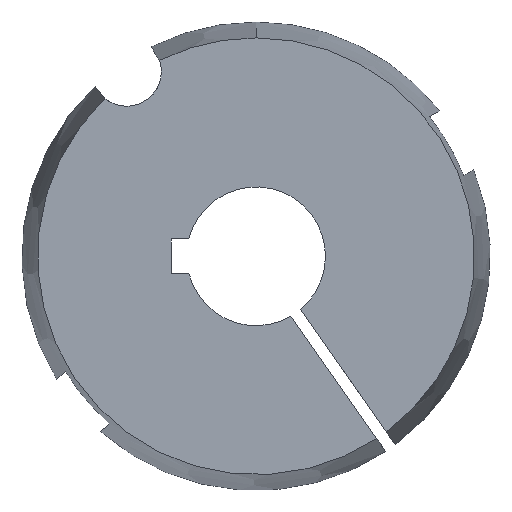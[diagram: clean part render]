
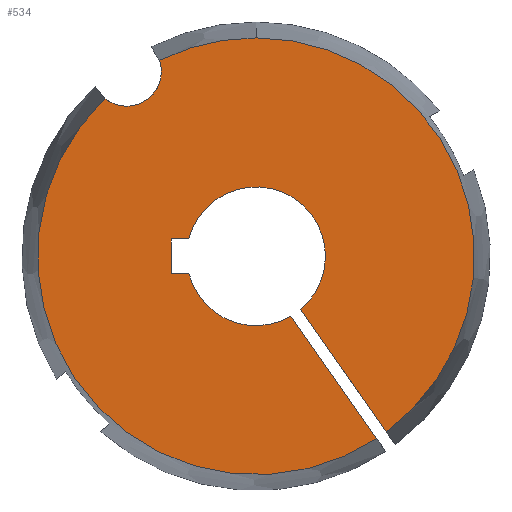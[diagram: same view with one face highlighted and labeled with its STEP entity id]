
A CAD part, left-side view. The second image highlights one B-rep face of the part: STEP entity #534.
In plain terms, the highlighted planar face has unit normal (-1, 0, 0).
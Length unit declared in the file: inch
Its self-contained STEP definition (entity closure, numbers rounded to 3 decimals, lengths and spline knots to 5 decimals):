
#6 = DIRECTION ( 'NONE',  ( 0., 0., -1. ) ) ;
#12 = EDGE_CURVE ( 'NONE', #547, #24, #131, .T. ) ;
#16 = DIRECTION ( 'NONE',  ( 0., 0., -1. ) ) ;
#24 = VERTEX_POINT ( 'NONE', #292 ) ;
#34 = CARTESIAN_POINT ( 'NONE',  ( -1.75, 0.60912, -0.125 ) ) ;
#60 = DIRECTION ( 'NONE',  ( 0., -1., 0. ) ) ;
#62 = AXIS2_PLACEMENT_3D ( 'NONE', #313, #770, #368 ) ;
#64 = DIRECTION ( 'NONE',  ( 1., 0., 0. ) ) ;
#72 = CARTESIAN_POINT ( 'NONE',  ( -1.75, 0., 0. ) ) ;
#75 = AXIS2_PLACEMENT_3D ( 'NONE', #776, #64, #509 ) ;
#77 = ORIENTED_EDGE ( 'NONE', *, *, #508, .F. ) ;
#101 = AXIS2_PLACEMENT_3D ( 'NONE', #775, #370, #6 ) ;
#105 = LINE ( 'NONE', #333, #154 ) ;
#108 = VERTEX_POINT ( 'NONE', #466 ) ;
#111 = EDGE_CURVE ( 'NONE', #569, #788, #545, .T. ) ;
#131 = CIRCLE ( 'NONE', #829, 1.57369 ) ;
#136 = DIRECTION ( 'NONE',  ( 0., 0., -1. ) ) ;
#154 = VECTOR ( 'NONE', #653, 39.37008 ) ;
#161 = VERTEX_POINT ( 'NONE', #696 ) ;
#166 = DIRECTION ( 'NONE',  ( 0., -1., 0. ) ) ;
#173 = DIRECTION ( 'NONE',  ( 0., 0., -1. ) ) ;
#178 = CARTESIAN_POINT ( 'NONE',  ( -1.75, 0., 0. ) ) ;
#181 = VERTEX_POINT ( 'NONE', #344 ) ;
#191 = ORIENTED_EDGE ( 'NONE', *, *, #371, .T. ) ;
#193 = CARTESIAN_POINT ( 'NONE',  ( -1.75, 0., 1.57369 ) ) ;
#205 = CARTESIAN_POINT ( 'NONE',  ( -1.75, 0.48412, 0.125 ) ) ;
#212 = DIRECTION ( 'NONE',  ( 0., 0.574, 0.819 ) ) ;
#239 = DIRECTION ( 'NONE',  ( 0., 0., -1. ) ) ;
#279 = VECTOR ( 'NONE', #60, 39.37008 ) ;
#281 = DIRECTION ( 'NONE',  ( 1., 0., 0. ) ) ;
#284 = VERTEX_POINT ( 'NONE', #501 ) ;
#290 = ORIENTED_EDGE ( 'NONE', *, *, #294, .T. ) ;
#291 = AXIS2_PLACEMENT_3D ( 'NONE', #796, #390, #16 ) ;
#292 = CARTESIAN_POINT ( 'NONE',  ( -1.75, 0.69541, 1.41171 ) ) ;
#294 = EDGE_CURVE ( 'NONE', #108, #331, #823, .T. ) ;
#305 = CIRCLE ( 'NONE', #794, 1.57369 ) ;
#313 = CARTESIAN_POINT ( 'NONE',  ( -1.75, 0.93206, 1.33112 ) ) ;
#316 = VECTOR ( 'NONE', #166, 39.37008 ) ;
#324 = CARTESIAN_POINT ( 'NONE',  ( -1.75, 0., 0. ) ) ;
#331 = VERTEX_POINT ( 'NONE', #205 ) ;
#333 = CARTESIAN_POINT ( 'NONE',  ( -1.75, 0.03602, 0.125 ) ) ;
#339 = CARTESIAN_POINT ( 'NONE',  ( -1.75, -0.86775, -1.31283 ) ) ;
#344 = CARTESIAN_POINT ( 'NONE',  ( -1.75, -0.32032, -0.38392 ) ) ;
#346 = CIRCLE ( 'NONE', #382, 0.5 ) ;
#351 = EDGE_CURVE ( 'NONE', #108, #512, #413, .T. ) ;
#368 = DIRECTION ( 'NONE',  ( 0., 0., -1. ) ) ;
#369 = CARTESIAN_POINT ( 'NONE',  ( -1.75, 0.48412, 0.125 ) ) ;
#370 = DIRECTION ( 'NONE',  ( -1., 0., 0. ) ) ;
#371 = EDGE_CURVE ( 'NONE', #331, #181, #346, .T. ) ;
#376 = DIRECTION ( 'NONE',  ( 0., 0., -1. ) ) ;
#381 = CARTESIAN_POINT ( 'NONE',  ( -1.75, 0.48412, -0.125 ) ) ;
#382 = AXIS2_PLACEMENT_3D ( 'NONE', #178, #617, #239 ) ;
#390 = DIRECTION ( 'NONE',  ( 1., 0., 0. ) ) ;
#395 = ORIENTED_EDGE ( 'NONE', *, *, #799, .T. ) ;
#403 = VECTOR ( 'NONE', #173, 39.37008 ) ;
#404 = AXIS2_PLACEMENT_3D ( 'NONE', #664, #281, #734 ) ;
#407 = ORIENTED_EDGE ( 'NONE', *, *, #580, .T. ) ;
#413 = LINE ( 'NONE', #612, #403 ) ;
#434 = LINE ( 'NONE', #34, #316 ) ;
#443 = PLANE ( 'NONE',  #75 ) ;
#455 = EDGE_LOOP ( 'NONE', ( #407, #760, #395, #527, #588, #498, #648, #77, #578, #290, #191, #639 ) ) ;
#466 = CARTESIAN_POINT ( 'NONE',  ( -1.75, 0.60912, 0.125 ) ) ;
#489 = FACE_OUTER_BOUND ( 'NONE', #455, .T. ) ;
#498 = ORIENTED_EDGE ( 'NONE', *, *, #747, .T. ) ;
#500 = CARTESIAN_POINT ( 'NONE',  ( -1.75, 1.08873, 1.1363 ) ) ;
#501 = CARTESIAN_POINT ( 'NONE',  ( -1.75, -0.25121, -0.43231 ) ) ;
#503 = CIRCLE ( 'NONE', #291, 0.5 ) ;
#508 = EDGE_CURVE ( 'NONE', #512, #607, #434, .T. ) ;
#509 = DIRECTION ( 'NONE',  ( 0., 0., -1. ) ) ;
#511 = CARTESIAN_POINT ( 'NONE',  ( -1.75, 0.93206, 1.08112 ) ) ;
#512 = VERTEX_POINT ( 'NONE', #811 ) ;
#516 = DIRECTION ( 'NONE',  ( -1., 0., 0. ) ) ;
#524 = CARTESIAN_POINT ( 'NONE',  ( -1.75, -0.93305, -1.40608 ) ) ;
#527 = ORIENTED_EDGE ( 'NONE', *, *, #111, .T. ) ;
#534 = ADVANCED_FACE ( 'NONE', ( #489 ), #443, .F. ) ;
#545 = CIRCLE ( 'NONE', #404, 0.25 ) ;
#547 = VERTEX_POINT ( 'NONE', #193 ) ;
#569 = VERTEX_POINT ( 'NONE', #511 ) ;
#578 = ORIENTED_EDGE ( 'NONE', *, *, #351, .F. ) ;
#580 = EDGE_CURVE ( 'NONE', #161, #547, #305, .T. ) ;
#588 = ORIENTED_EDGE ( 'NONE', *, *, #814, .T. ) ;
#607 = VERTEX_POINT ( 'NONE', #381 ) ;
#610 = EDGE_CURVE ( 'NONE', #284, #607, #503, .T. ) ;
#612 = CARTESIAN_POINT ( 'NONE',  ( -1.75, 0.60912, 0.125 ) ) ;
#617 = DIRECTION ( 'NONE',  ( 1., 0., 0. ) ) ;
#635 = EDGE_CURVE ( 'NONE', #181, #161, #105, .T. ) ;
#639 = ORIENTED_EDGE ( 'NONE', *, *, #635, .T. ) ;
#648 = ORIENTED_EDGE ( 'NONE', *, *, #610, .T. ) ;
#653 = DIRECTION ( 'NONE',  ( 0., -0.574, -0.819 ) ) ;
#664 = CARTESIAN_POINT ( 'NONE',  ( -1.75, 0.93206, 1.33112 ) ) ;
#685 = VERTEX_POINT ( 'NONE', #339 ) ;
#696 = CARTESIAN_POINT ( 'NONE',  ( -1.75, -0.93687, -1.26443 ) ) ;
#734 = DIRECTION ( 'NONE',  ( 0., 0., -1. ) ) ;
#735 = LINE ( 'NONE', #524, #751 ) ;
#737 = CIRCLE ( 'NONE', #62, 0.25 ) ;
#747 = EDGE_CURVE ( 'NONE', #685, #284, #735, .T. ) ;
#751 = VECTOR ( 'NONE', #212, 39.37008 ) ;
#756 = CIRCLE ( 'NONE', #101, 1.57369 ) ;
#760 = ORIENTED_EDGE ( 'NONE', *, *, #12, .T. ) ;
#770 = DIRECTION ( 'NONE',  ( 1., 0., 0. ) ) ;
#775 = CARTESIAN_POINT ( 'NONE',  ( -1.75, 0., 0. ) ) ;
#776 = CARTESIAN_POINT ( 'NONE',  ( -1.75, 0., 0. ) ) ;
#783 = DIRECTION ( 'NONE',  ( -1., 0., 0. ) ) ;
#788 = VERTEX_POINT ( 'NONE', #500 ) ;
#794 = AXIS2_PLACEMENT_3D ( 'NONE', #324, #783, #376 ) ;
#796 = CARTESIAN_POINT ( 'NONE',  ( -1.75, 0., 0. ) ) ;
#799 = EDGE_CURVE ( 'NONE', #24, #569, #737, .T. ) ;
#811 = CARTESIAN_POINT ( 'NONE',  ( -1.75, 0.60912, -0.125 ) ) ;
#814 = EDGE_CURVE ( 'NONE', #788, #685, #756, .T. ) ;
#823 = LINE ( 'NONE', #369, #279 ) ;
#829 = AXIS2_PLACEMENT_3D ( 'NONE', #72, #516, #136 ) ;
